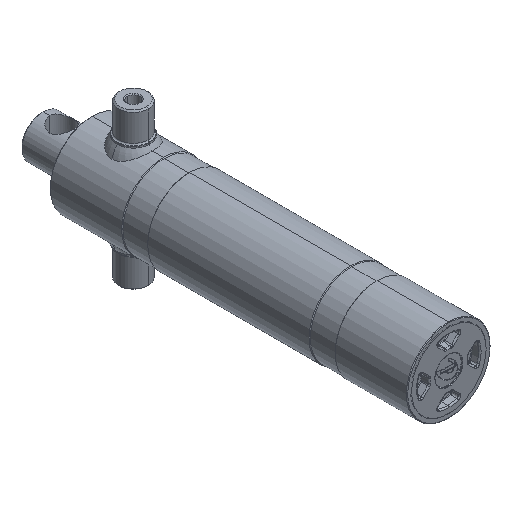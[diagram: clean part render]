
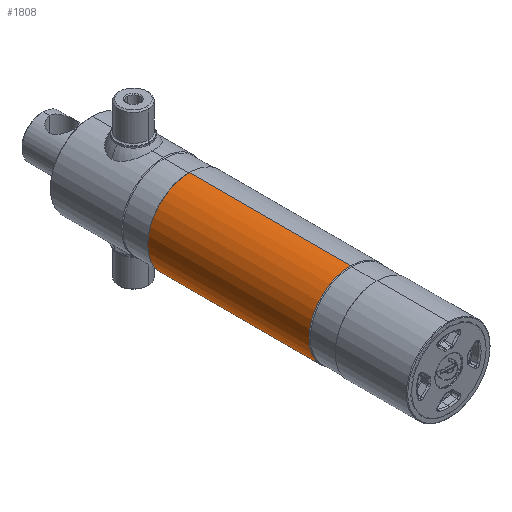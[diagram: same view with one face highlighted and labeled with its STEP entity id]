
A CAD part, isometric view. The second image highlights one B-rep face of the part: STEP entity #1808.
In plain terms, the highlighted cylindrical face has radius 64 mm (diameter 128 mm), a partial arc.
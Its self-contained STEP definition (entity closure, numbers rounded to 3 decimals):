
#7 = DIRECTION ( 'NONE',  ( 0., -1., 0. ) ) ;
#177 = VERTEX_POINT ( 'NONE', #5326 ) ;
#303 = CARTESIAN_POINT ( 'NONE',  ( 0., -30.734, 0. ) ) ;
#312 = CARTESIAN_POINT ( 'NONE',  ( 0., 150., 0. ) ) ;
#395 = CARTESIAN_POINT ( 'NONE',  ( 0., 150., -64. ) ) ;
#453 = VECTOR ( 'NONE', #7408, 1000. ) ;
#1022 = DIRECTION ( 'NONE',  ( 0., 0., -1. ) ) ;
#1030 = DIRECTION ( 'NONE',  ( 0., 0., -1. ) ) ;
#1715 = DIRECTION ( 'NONE',  ( 0., -1., 0. ) ) ;
#1808 = ADVANCED_FACE ( 'NONE', ( #5383 ), #3500, .T. ) ;
#1961 = EDGE_CURVE ( 'NONE', #177, #4104, #5940, .T. ) ;
#1981 = AXIS2_PLACEMENT_3D ( 'NONE', #7091, #2812, #7802 ) ;
#1999 = LINE ( 'NONE', #8566, #5573 ) ;
#2026 = EDGE_CURVE ( 'NONE', #177, #4309, #7409, .T. ) ;
#2392 = CARTESIAN_POINT ( 'NONE',  ( 0., -30.734, 64. ) ) ;
#2812 = DIRECTION ( 'NONE',  ( 0., -1., 0. ) ) ;
#3500 = CYLINDRICAL_SURFACE ( 'NONE', #5042, 64. ) ;
#4104 = VERTEX_POINT ( 'NONE', #7214 ) ;
#4287 = EDGE_CURVE ( 'NONE', #4104, #6456, #6812, .T. ) ;
#4309 = VERTEX_POINT ( 'NONE', #6035 ) ;
#4379 = EDGE_LOOP ( 'NONE', ( #4532, #6651, #8568, #7700 ) ) ;
#4532 = ORIENTED_EDGE ( 'NONE', *, *, #1961, .F. ) ;
#5042 = AXIS2_PLACEMENT_3D ( 'NONE', #303, #1715, #1022 ) ;
#5319 = DIRECTION ( 'NONE',  ( 0., -1., 0. ) ) ;
#5326 = CARTESIAN_POINT ( 'NONE',  ( 0., 397., 64. ) ) ;
#5383 = FACE_OUTER_BOUND ( 'NONE', #4379, .T. ) ;
#5573 = VECTOR ( 'NONE', #7, 1000. ) ;
#5940 = LINE ( 'NONE', #2392, #453 ) ;
#6035 = CARTESIAN_POINT ( 'NONE',  ( 0., 397., -64. ) ) ;
#6222 = EDGE_CURVE ( 'NONE', #4309, #6456, #1999, .T. ) ;
#6456 = VERTEX_POINT ( 'NONE', #395 ) ;
#6651 = ORIENTED_EDGE ( 'NONE', *, *, #2026, .T. ) ;
#6812 = CIRCLE ( 'NONE', #7762, 64. ) ;
#7091 = CARTESIAN_POINT ( 'NONE',  ( 0., 397., 0. ) ) ;
#7214 = CARTESIAN_POINT ( 'NONE',  ( 0., 150., 64. ) ) ;
#7408 = DIRECTION ( 'NONE',  ( 0., -1., 0. ) ) ;
#7409 = CIRCLE ( 'NONE', #1981, 64. ) ;
#7700 = ORIENTED_EDGE ( 'NONE', *, *, #4287, .F. ) ;
#7762 = AXIS2_PLACEMENT_3D ( 'NONE', #312, #5319, #1030 ) ;
#7802 = DIRECTION ( 'NONE',  ( 0., 0., -1. ) ) ;
#8566 = CARTESIAN_POINT ( 'NONE',  ( 0., -30.734, -64. ) ) ;
#8568 = ORIENTED_EDGE ( 'NONE', *, *, #6222, .T. ) ;
